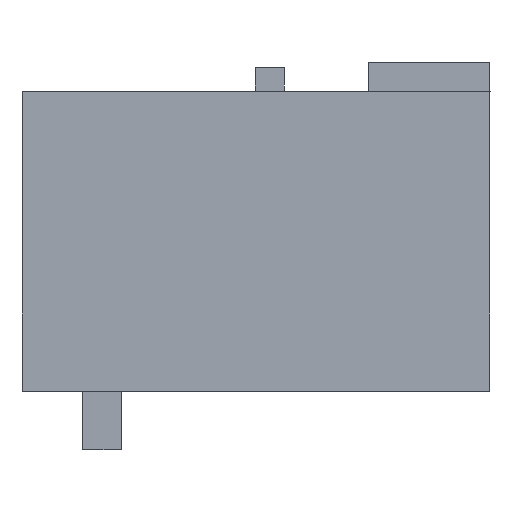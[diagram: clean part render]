
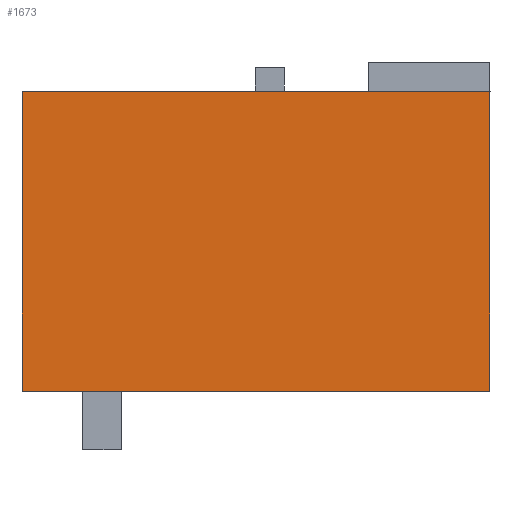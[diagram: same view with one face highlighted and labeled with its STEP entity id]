
A CAD part, left-side view. The second image highlights one B-rep face of the part: STEP entity #1673.
In plain terms, the highlighted planar face has unit normal (-1, 0, 0).
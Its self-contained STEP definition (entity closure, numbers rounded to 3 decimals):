
#1660=AXIS2_PLACEMENT_3D('Plane Axis2P3D',#1657,#1658,#1659) ;
#661=CARTESIAN_POINT('Vertex',(0.,12.,9.18)) ;
#664=CARTESIAN_POINT('Line Origine',(0.,6.,9.18)) ;
#668=CARTESIAN_POINT('Vertex',(0.,0.,9.18)) ;
#1126=CARTESIAN_POINT('Line Origine',(0.,0.,5.34)) ;
#1130=CARTESIAN_POINT('Vertex',(0.,0.,1.5)) ;
#1641=CARTESIAN_POINT('Vertex',(0.,12.,1.5)) ;
#1644=CARTESIAN_POINT('Line Origine',(0.,12.,5.34)) ;
#1657=CARTESIAN_POINT('Axis2P3D Location',(0.,0.,9.18)) ;
#1662=CARTESIAN_POINT('Line Origine',(0.,6.,1.5)) ;
#665=DIRECTION('Vector Direction',(0.,1.,0.)) ;
#1127=DIRECTION('Vector Direction',(0.,0.,-1.)) ;
#1645=DIRECTION('Vector Direction',(0.,0.,1.)) ;
#1658=DIRECTION('Axis2P3D Direction',(1.,0.,0.)) ;
#1659=DIRECTION('Axis2P3D XDirection',(0.,0.,-1.)) ;
#1663=DIRECTION('Vector Direction',(0.,1.,0.)) ;
#666=VECTOR('Line Direction',#665,1.) ;
#1128=VECTOR('Line Direction',#1127,1.) ;
#1646=VECTOR('Line Direction',#1645,1.) ;
#1664=VECTOR('Line Direction',#1663,1.) ;
#1668=ORIENTED_EDGE('',*,*,#1132,.F.) ;
#1669=ORIENTED_EDGE('',*,*,#670,.T.) ;
#1670=ORIENTED_EDGE('',*,*,#1648,.F.) ;
#1671=ORIENTED_EDGE('',*,*,#1666,.F.) ;
#1673=ADVANCED_FACE('Housing',(#1672),#1661,.F.) ;
#670=EDGE_CURVE('',#669,#662,#667,.T.) ;
#1132=EDGE_CURVE('',#669,#1131,#1129,.T.) ;
#1648=EDGE_CURVE('',#1642,#662,#1647,.T.) ;
#1666=EDGE_CURVE('',#1131,#1642,#1665,.T.) ;
#1667=EDGE_LOOP('',(#1668,#1669,#1670,#1671)) ;
#1672=FACE_OUTER_BOUND('',#1667,.T.) ;
#667=LINE('Line',#664,#666) ;
#1129=LINE('Line',#1126,#1128) ;
#1647=LINE('Line',#1644,#1646) ;
#1665=LINE('Line',#1662,#1664) ;
#1661=PLANE('',#1660) ;
#662=VERTEX_POINT('',#661) ;
#669=VERTEX_POINT('',#668) ;
#1131=VERTEX_POINT('',#1130) ;
#1642=VERTEX_POINT('',#1641) ;
